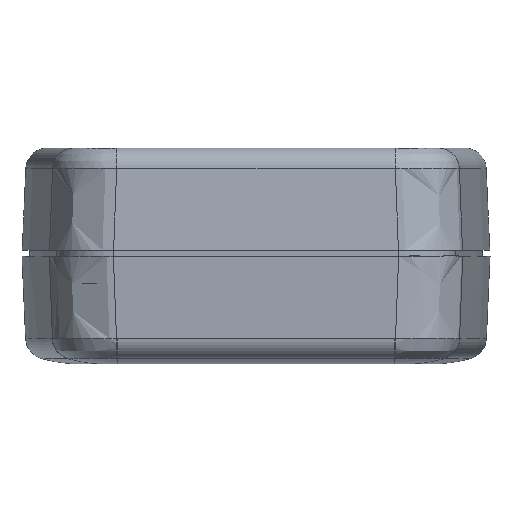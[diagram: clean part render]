
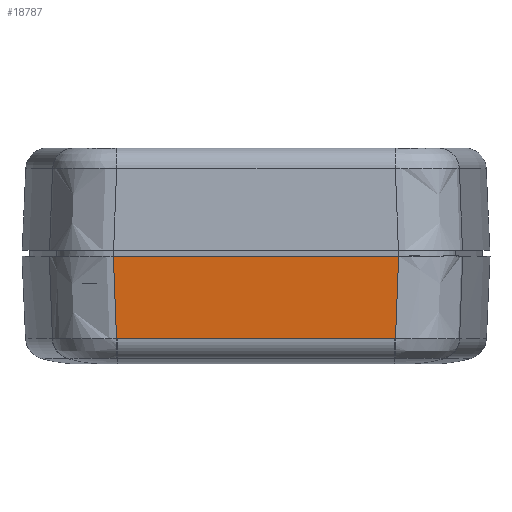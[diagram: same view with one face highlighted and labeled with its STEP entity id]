
A CAD part, left-side view. The second image highlights one B-rep face of the part: STEP entity #18787.
In plain terms, the highlighted face is planar.
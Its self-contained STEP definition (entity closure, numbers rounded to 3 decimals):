
#901 = CARTESIAN_POINT ( 'NONE',  ( 60., 19.809, -15. ) ) ;
#2783 = CARTESIAN_POINT ( 'NONE',  ( 59.499, 27.5, -3.519 ) ) ;
#3147 = LINE ( 'NONE', #9373, #12221 ) ;
#3399 = CARTESIAN_POINT ( 'NONE',  ( 59.79, 19.627, -10.19 ) ) ;
#4003 = VERTEX_POINT ( 'NONE', #5880 ) ;
#4058 = CARTESIAN_POINT ( 'NONE',  ( 60., -19.809, -15. ) ) ;
#5271 = CARTESIAN_POINT ( 'NONE',  ( 59.499, 19.242, -3.519 ) ) ;
#5404 = CARTESIAN_POINT ( 'NONE',  ( 59.499, 19.331, -3.519 ) ) ;
#5814 = ORIENTED_EDGE ( 'NONE', *, *, #7038, .T. ) ;
#5880 = CARTESIAN_POINT ( 'NONE',  ( 59.499, -19.242, -3.519 ) ) ;
#6320 = B_SPLINE_CURVE_WITH_KNOTS ( 'NONE', 3,
 ( #30456, #5404, #17852, #30259 ),
 .UNSPECIFIED., .F., .F.,
 ( 4, 4 ),
 ( 0., 0. ),
 .UNSPECIFIED. ) ;
#6753 = ORIENTED_EDGE ( 'NONE', *, *, #25568, .T. ) ;
#7038 = EDGE_CURVE ( 'NONE', #21292, #7378, #3147, .T. ) ;
#7378 = VERTEX_POINT ( 'NONE', #8024 ) ;
#7543 = PLANE ( 'NONE',  #27087 ) ;
#7843 = B_SPLINE_CURVE_WITH_KNOTS ( 'NONE', 3,
 ( #901, #25990, #3399, #18580, #26106, #13634, #31085 ),
 .UNSPECIFIED., .F., .F.,
 ( 4, 3, 4 ),
 ( 0., 0.007, 0.011 ),
 .UNSPECIFIED. ) ;
#7875 = EDGE_CURVE ( 'NONE', #4003, #28461, #11666, .T. ) ;
#8024 = CARTESIAN_POINT ( 'NONE',  ( 60., 19.809, -15. ) ) ;
#8057 = DIRECTION ( 'NONE',  ( 0., -1., 0. ) ) ;
#8149 = CARTESIAN_POINT ( 'NONE',  ( 59.499, -19.375, -3.52 ) ) ;
#8534 = CARTESIAN_POINT ( 'NONE',  ( 59.499, -19.375, -3.52 ) ) ;
#8980 = CARTESIAN_POINT ( 'NONE',  ( 59.499, -19.242, -3.519 ) ) ;
#9373 = CARTESIAN_POINT ( 'NONE',  ( 60., 27.5, -15. ) ) ;
#10441 = DIRECTION ( 'NONE',  ( 0.999, 0., 0.044 ) ) ;
#10592 = CARTESIAN_POINT ( 'NONE',  ( 59.79, -19.627, -10.19 ) ) ;
#10698 = CARTESIAN_POINT ( 'NONE',  ( 59.685, -19.537, -7.784 ) ) ;
#10810 = CARTESIAN_POINT ( 'NONE',  ( 59.623, -19.483, -6.363 ) ) ;
#11666 = B_SPLINE_CURVE_WITH_KNOTS ( 'NONE', 3,
 ( #8980, #28641, #21377, #8534 ),
 .UNSPECIFIED., .F., .F.,
 ( 4, 4 ),
 ( 0., 0. ),
 .UNSPECIFIED. ) ;
#12014 = EDGE_CURVE ( 'NONE', #7378, #17850, #7843, .T. ) ;
#12221 = VECTOR ( 'NONE', #29024, 1000. ) ;
#13634 = CARTESIAN_POINT ( 'NONE',  ( 59.561, 19.429, -4.941 ) ) ;
#14145 = CARTESIAN_POINT ( 'NONE',  ( 59.499, -19.375, -3.52 ) ) ;
#15012 = ORIENTED_EDGE ( 'NONE', *, *, #24330, .T. ) ;
#15627 = CARTESIAN_POINT ( 'NONE',  ( 60., -19.809, -15. ) ) ;
#17045 = VERTEX_POINT ( 'NONE', #5271 ) ;
#17559 = ORIENTED_EDGE ( 'NONE', *, *, #28969, .T. ) ;
#17850 = VERTEX_POINT ( 'NONE', #21155 ) ;
#17852 = CARTESIAN_POINT ( 'NONE',  ( 59.499, 19.287, -3.519 ) ) ;
#18580 = CARTESIAN_POINT ( 'NONE',  ( 59.685, 19.537, -7.784 ) ) ;
#18787 = ADVANCED_FACE ( 'NONE', ( #25260 ), #7543, .T. ) ;
#19141 = VECTOR ( 'NONE', #8057, 1000. ) ;
#20767 = CARTESIAN_POINT ( 'NONE',  ( 59.895, -19.718, -12.595 ) ) ;
#21155 = CARTESIAN_POINT ( 'NONE',  ( 59.499, 19.375, -3.52 ) ) ;
#21292 = VERTEX_POINT ( 'NONE', #4058 ) ;
#21377 = CARTESIAN_POINT ( 'NONE',  ( 59.499, -19.331, -3.519 ) ) ;
#22547 = ORIENTED_EDGE ( 'NONE', *, *, #7875, .T. ) ;
#22810 = DIRECTION ( 'NONE',  ( 0.044, 0., -0.999 ) ) ;
#24330 = EDGE_CURVE ( 'NONE', #17045, #4003, #29263, .T. ) ;
#25260 = FACE_OUTER_BOUND ( 'NONE', #25791, .T. ) ;
#25568 = EDGE_CURVE ( 'NONE', #17850, #17045, #6320, .T. ) ;
#25791 = EDGE_LOOP ( 'NONE', ( #15012, #22547, #17559, #5814, #31854, #6753 ) ) ;
#25990 = CARTESIAN_POINT ( 'NONE',  ( 59.895, 19.718, -12.595 ) ) ;
#26106 = CARTESIAN_POINT ( 'NONE',  ( 59.623, 19.483, -6.363 ) ) ;
#27087 = AXIS2_PLACEMENT_3D ( 'NONE', #29864, #10441, #22810 ) ;
#28461 = VERTEX_POINT ( 'NONE', #14145 ) ;
#28641 = CARTESIAN_POINT ( 'NONE',  ( 59.499, -19.287, -3.519 ) ) ;
#28969 = EDGE_CURVE ( 'NONE', #28461, #21292, #29610, .T. ) ;
#29024 = DIRECTION ( 'NONE',  ( 0., 1., 0. ) ) ;
#29263 = LINE ( 'NONE', #2783, #19141 ) ;
#29610 = B_SPLINE_CURVE_WITH_KNOTS ( 'NONE', 3,
 ( #8149, #30446, #10810, #10698, #10592, #20767, #15627 ),
 .UNSPECIFIED., .F., .F.,
 ( 4, 3, 4 ),
 ( 0.004, 0.008, 0.015 ),
 .UNSPECIFIED. ) ;
#29864 = CARTESIAN_POINT ( 'NONE',  ( 60., 27.5, -15. ) ) ;
#30259 = CARTESIAN_POINT ( 'NONE',  ( 59.499, 19.242, -3.519 ) ) ;
#30446 = CARTESIAN_POINT ( 'NONE',  ( 59.561, -19.429, -4.941 ) ) ;
#30456 = CARTESIAN_POINT ( 'NONE',  ( 59.499, 19.375, -3.52 ) ) ;
#31085 = CARTESIAN_POINT ( 'NONE',  ( 59.499, 19.375, -3.52 ) ) ;
#31854 = ORIENTED_EDGE ( 'NONE', *, *, #12014, .T. ) ;
